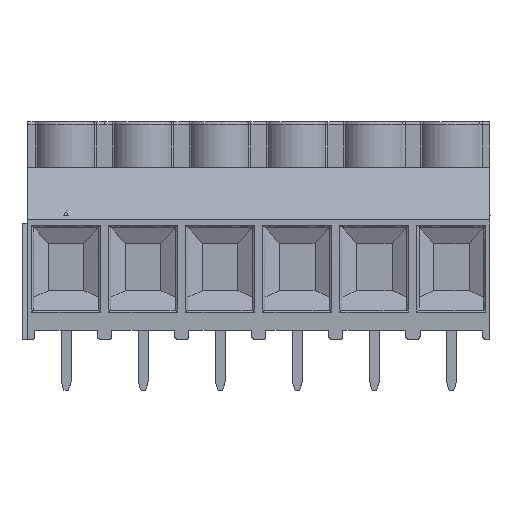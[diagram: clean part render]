
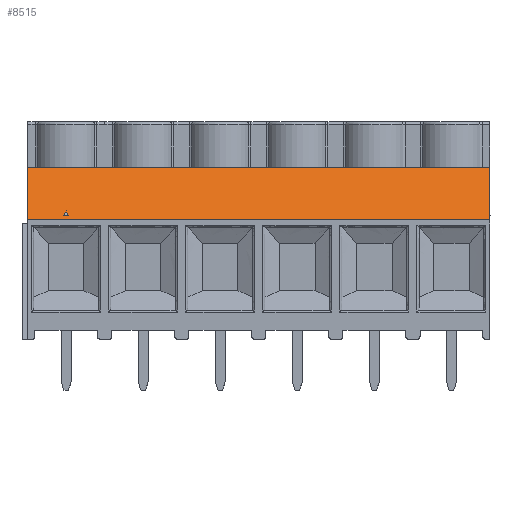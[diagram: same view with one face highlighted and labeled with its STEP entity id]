
A CAD part, top view. The second image highlights one B-rep face of the part: STEP entity #8515.
In plain terms, the highlighted planar face has unit normal (0, 0.454, 0.891).
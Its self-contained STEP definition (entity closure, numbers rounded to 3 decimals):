
#24 = CARTESIAN_POINT ( 'NONE',  ( 45.72, 11.8, 12.15 ) ) ;
#488 = LINE ( 'NONE', #24411, #28828 ) ;
#1604 = LINE ( 'NONE', #4529, #38164 ) ;
#1776 = FACE_OUTER_BOUND ( 'NONE', #26347, .T. ) ;
#2323 = LINE ( 'NONE', #16844, #7449 ) ;
#2581 = DIRECTION ( 'NONE',  ( -1., 0., 0. ) ) ;
#3725 = CARTESIAN_POINT ( 'NONE',  ( 3.56, 12.245, 11.923 ) ) ;
#4529 = CARTESIAN_POINT ( 'NONE',  ( 0., 17., 9.5 ) ) ;
#4877 = DIRECTION ( 'NONE',  ( 0., 0.891, -0.454 ) ) ;
#5841 = CARTESIAN_POINT ( 'NONE',  ( 3.81, 12.691, 11.696 ) ) ;
#6436 = ORIENTED_EDGE ( 'NONE', *, *, #30863, .F. ) ;
#7097 = CARTESIAN_POINT ( 'NONE',  ( 0., 11.8, 12.15 ) ) ;
#7449 = VECTOR ( 'NONE', #16647, 1000. ) ;
#7631 = AXIS2_PLACEMENT_3D ( 'NONE', #32114, #25690, #4877 ) ;
#8243 = FACE_BOUND ( 'NONE', #20930, .T. ) ;
#8515 = ADVANCED_FACE ( 'NONE', ( #8243, #1776 ), #29015, .F. ) ;
#10624 = DIRECTION ( 'NONE',  ( 0., -0.891, 0.454 ) ) ;
#11033 = CARTESIAN_POINT ( 'NONE',  ( 0., 17., 9.5 ) ) ;
#12192 = ORIENTED_EDGE ( 'NONE', *, *, #23259, .F. ) ;
#12958 = VERTEX_POINT ( 'NONE', #3725 ) ;
#13019 = VECTOR ( 'NONE', #27107, 1000. ) ;
#13406 = CARTESIAN_POINT ( 'NONE',  ( 3.56, 12.245, 11.923 ) ) ;
#14236 = VERTEX_POINT ( 'NONE', #11033 ) ;
#14478 = VERTEX_POINT ( 'NONE', #7097 ) ;
#14562 = VECTOR ( 'NONE', #37243, 1000. ) ;
#15407 = DIRECTION ( 'NONE',  ( 0., -0.891, 0.454 ) ) ;
#16647 = DIRECTION ( 'NONE',  ( -1., 0., 0. ) ) ;
#16675 = EDGE_CURVE ( 'NONE', #14236, #14478, #1604, .T. ) ;
#16844 = CARTESIAN_POINT ( 'NONE',  ( 45.72, 17., 9.5 ) ) ;
#17628 = EDGE_CURVE ( 'NONE', #24978, #14236, #2323, .T. ) ;
#18369 = ORIENTED_EDGE ( 'NONE', *, *, #16675, .T. ) ;
#20452 = CARTESIAN_POINT ( 'NONE',  ( 4.06, 12.245, 11.923 ) ) ;
#20886 = EDGE_CURVE ( 'NONE', #12958, #28568, #31210, .T. ) ;
#20930 = EDGE_LOOP ( 'NONE', ( #12192, #22649, #26759 ) ) ;
#21146 = VECTOR ( 'NONE', #2581, 1000. ) ;
#21181 = VERTEX_POINT ( 'NONE', #35578 ) ;
#22643 = CARTESIAN_POINT ( 'NONE',  ( 45.72, 17., 9.5 ) ) ;
#22649 = ORIENTED_EDGE ( 'NONE', *, *, #20886, .F. ) ;
#23154 = LINE ( 'NONE', #28228, #36918 ) ;
#23259 = EDGE_CURVE ( 'NONE', #28568, #32577, #23154, .T. ) ;
#24411 = CARTESIAN_POINT ( 'NONE',  ( 45.72, 17., 9.5 ) ) ;
#24978 = VERTEX_POINT ( 'NONE', #22643 ) ;
#25690 = DIRECTION ( 'NONE',  ( 0., -0.454, -0.891 ) ) ;
#26347 = EDGE_LOOP ( 'NONE', ( #18369, #6436, #36925, #36417 ) ) ;
#26702 = LINE ( 'NONE', #24, #21146 ) ;
#26759 = ORIENTED_EDGE ( 'NONE', *, *, #29398, .F. ) ;
#27107 = DIRECTION ( 'NONE',  ( -0.447, -0.797, 0.406 ) ) ;
#28228 = CARTESIAN_POINT ( 'NONE',  ( 4.06, 12.245, 11.923 ) ) ;
#28568 = VERTEX_POINT ( 'NONE', #20452 ) ;
#28828 = VECTOR ( 'NONE', #15407, 1000. ) ;
#29015 = PLANE ( 'NONE',  #7631 ) ;
#29398 = EDGE_CURVE ( 'NONE', #32577, #12958, #35874, .T. ) ;
#30863 = EDGE_CURVE ( 'NONE', #21181, #14478, #26702, .T. ) ;
#31210 = LINE ( 'NONE', #13406, #14562 ) ;
#32114 = CARTESIAN_POINT ( 'NONE',  ( 45.72, 17., 9.5 ) ) ;
#32577 = VERTEX_POINT ( 'NONE', #5841 ) ;
#33128 = CARTESIAN_POINT ( 'NONE',  ( 3.81, 12.691, 11.696 ) ) ;
#34281 = DIRECTION ( 'NONE',  ( -0.447, 0.797, -0.406 ) ) ;
#35578 = CARTESIAN_POINT ( 'NONE',  ( 45.72, 11.8, 12.15 ) ) ;
#35874 = LINE ( 'NONE', #33128, #13019 ) ;
#36043 = EDGE_CURVE ( 'NONE', #24978, #21181, #488, .T. ) ;
#36417 = ORIENTED_EDGE ( 'NONE', *, *, #17628, .T. ) ;
#36918 = VECTOR ( 'NONE', #34281, 1000. ) ;
#36925 = ORIENTED_EDGE ( 'NONE', *, *, #36043, .F. ) ;
#37243 = DIRECTION ( 'NONE',  ( 1., 0., 0. ) ) ;
#38164 = VECTOR ( 'NONE', #10624, 1000. ) ;
